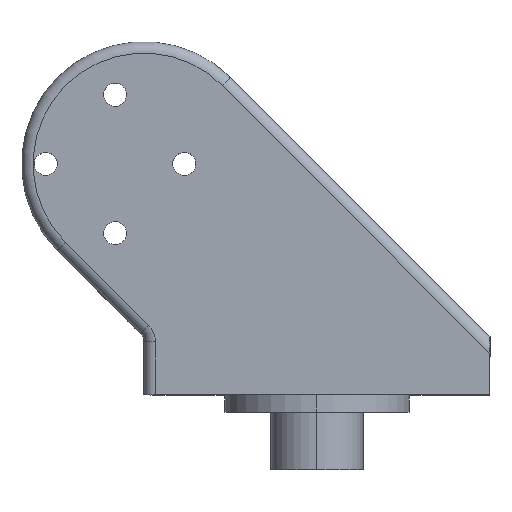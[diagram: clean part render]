
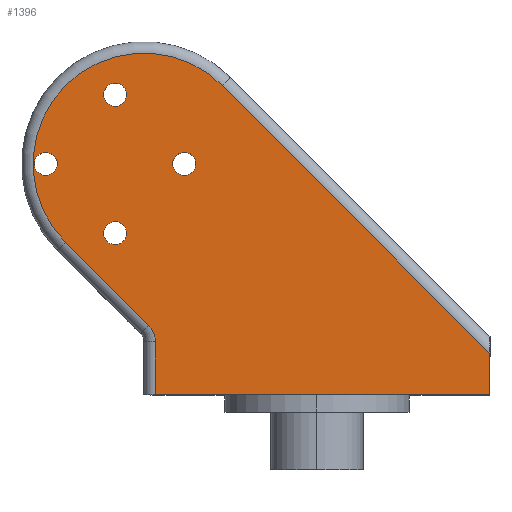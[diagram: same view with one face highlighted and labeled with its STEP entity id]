
A CAD part, top view. The second image highlights one B-rep face of the part: STEP entity #1396.
In plain terms, the highlighted planar face has unit normal (0, 0, 1).
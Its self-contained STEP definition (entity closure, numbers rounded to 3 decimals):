
#3 = CIRCLE ( 'NONE', #91, 2. ) ;
#28 = ORIENTED_EDGE ( 'NONE', *, *, #2316, .T. ) ;
#44 = VECTOR ( 'NONE', #793, 1000. ) ;
#49 = AXIS2_PLACEMENT_3D ( 'NONE', #1444, #1888, #2542 ) ;
#59 = EDGE_CURVE ( 'NONE', #1982, #829, #362, .T. ) ;
#70 = FACE_BOUND ( 'NONE', #861, .T. ) ;
#91 = AXIS2_PLACEMENT_3D ( 'NONE', #1251, #2497, #1233 ) ;
#114 = CARTESIAN_POINT ( 'NONE',  ( -16.414, 53.586, 30. ) ) ;
#122 = CARTESIAN_POINT ( 'NONE',  ( 30., 7.172, 30. ) ) ;
#125 = VECTOR ( 'NONE', #1656, 1000. ) ;
#128 = VERTEX_POINT ( 'NONE', #1548 ) ;
#132 = CARTESIAN_POINT ( 'NONE',  ( 30., 0., 30. ) ) ;
#137 = EDGE_LOOP ( 'NONE', ( #28, #1944 ) ) ;
#139 = EDGE_LOOP ( 'NONE', ( #225, #2728 ) ) ;
#165 = CARTESIAN_POINT ( 'NONE',  ( -32., 9.172, 30. ) ) ;
#214 = EDGE_LOOP ( 'NONE', ( #1332, #1681 ) ) ;
#225 = ORIENTED_EDGE ( 'NONE', *, *, #2275, .T. ) ;
#234 = DIRECTION ( 'NONE',  ( 1., 0., 0. ) ) ;
#250 = DIRECTION ( 'NONE',  ( 0., 0., -1. ) ) ;
#252 = DIRECTION ( 'NONE',  ( 0., 0., 1. ) ) ;
#282 = ORIENTED_EDGE ( 'NONE', *, *, #1689, .T. ) ;
#341 = CARTESIAN_POINT ( 'NONE',  ( -25., 40., 30. ) ) ;
#350 = VERTEX_POINT ( 'NONE', #773 ) ;
#362 = CIRCLE ( 'NONE', #2720, 2. ) ;
#364 = CARTESIAN_POINT ( 'NONE',  ( -29.172, 12., 30. ) ) ;
#422 = DIRECTION ( 'NONE',  ( -1., 0., 0. ) ) ;
#449 = VERTEX_POINT ( 'NONE', #122 ) ;
#479 = ORIENTED_EDGE ( 'NONE', *, *, #1452, .T. ) ;
#481 = CARTESIAN_POINT ( 'NONE',  ( 18.586, 18.586, 30. ) ) ;
#496 = DIRECTION ( 'NONE',  ( -1., 0., 0. ) ) ;
#512 = EDGE_CURVE ( 'NONE', #845, #2367, #2766, .T. ) ;
#521 = AXIS2_PLACEMENT_3D ( 'NONE', #165, #849, #1921 ) ;
#548 = AXIS2_PLACEMENT_3D ( 'NONE', #2446, #915, #234 ) ;
#575 = DIRECTION ( 'NONE',  ( 0.707, -0.707, 0. ) ) ;
#579 = VERTEX_POINT ( 'NONE', #1518 ) ;
#615 = CARTESIAN_POINT ( 'NONE',  ( -35., 28., 30. ) ) ;
#635 = ORIENTED_EDGE ( 'NONE', *, *, #2067, .T. ) ;
#659 = CARTESIAN_POINT ( 'NONE',  ( -30., 40., 30. ) ) ;
#678 = FACE_OUTER_BOUND ( 'NONE', #2083, .T. ) ;
#753 = AXIS2_PLACEMENT_3D ( 'NONE', #1335, #2662, #496 ) ;
#773 = CARTESIAN_POINT ( 'NONE',  ( -28., 9.172, 30. ) ) ;
#793 = DIRECTION ( 'NONE',  ( 0., -1., 0. ) ) ;
#829 = VERTEX_POINT ( 'NONE', #341 ) ;
#845 = VERTEX_POINT ( 'NONE', #2300 ) ;
#849 = DIRECTION ( 'NONE',  ( 0., 0., -1. ) ) ;
#861 = EDGE_LOOP ( 'NONE', ( #479, #1341 ) ) ;
#915 = DIRECTION ( 'NONE',  ( 0., 0., 1. ) ) ;
#955 = FACE_BOUND ( 'NONE', #214, .T. ) ;
#1005 = EDGE_CURVE ( 'NONE', #1108, #1115, #2541, .T. ) ;
#1014 = DIRECTION ( 'NONE',  ( 0., 0., -1. ) ) ;
#1019 = CARTESIAN_POINT ( 'NONE',  ( -23., 40., 30. ) ) ;
#1103 = CARTESIAN_POINT ( 'NONE',  ( -33., 52., 30. ) ) ;
#1108 = VERTEX_POINT ( 'NONE', #1370 ) ;
#1115 = VERTEX_POINT ( 'NONE', #1161 ) ;
#1141 = VECTOR ( 'NONE', #2257, 1000. ) ;
#1161 = CARTESIAN_POINT ( 'NONE',  ( -49., 40., 30. ) ) ;
#1204 = CARTESIAN_POINT ( 'NONE',  ( -21., 40., 30. ) ) ;
#1213 = VERTEX_POINT ( 'NONE', #2321 ) ;
#1215 = VERTEX_POINT ( 'NONE', #114 ) ;
#1231 = ORIENTED_EDGE ( 'NONE', *, *, #1960, .T. ) ;
#1233 = DIRECTION ( 'NONE',  ( -1., 0., 0. ) ) ;
#1251 = CARTESIAN_POINT ( 'NONE',  ( -23., 40., 30. ) ) ;
#1288 = CARTESIAN_POINT ( 'NONE',  ( -47., 40., 30. ) ) ;
#1315 = CIRCLE ( 'NONE', #1693, 2. ) ;
#1326 = PLANE ( 'NONE',  #548 ) ;
#1332 = ORIENTED_EDGE ( 'NONE', *, *, #2037, .T. ) ;
#1333 = LINE ( 'NONE', #481, #1141 ) ;
#1335 = CARTESIAN_POINT ( 'NONE',  ( -47., 40., 30. ) ) ;
#1340 = FACE_BOUND ( 'NONE', #139, .T. ) ;
#1341 = ORIENTED_EDGE ( 'NONE', *, *, #1926, .T. ) ;
#1361 = AXIS2_PLACEMENT_3D ( 'NONE', #659, #252, #1624 ) ;
#1369 = LINE ( 'NONE', #2434, #1413 ) ;
#1370 = CARTESIAN_POINT ( 'NONE',  ( -45., 40., 30. ) ) ;
#1396 = ADVANCED_FACE ( 'NONE', ( #2198, #70, #955, #1340, #678 ), #1326, .T. ) ;
#1408 = VERTEX_POINT ( 'NONE', #1103 ) ;
#1413 = VECTOR ( 'NONE', #2006, 1000. ) ;
#1444 = CARTESIAN_POINT ( 'NONE',  ( -35., 28., 30. ) ) ;
#1446 = LINE ( 'NONE', #2789, #125 ) ;
#1452 = EDGE_CURVE ( 'NONE', #2518, #1408, #2771, .T. ) ;
#1518 = CARTESIAN_POINT ( 'NONE',  ( -29.172, 12., 30. ) ) ;
#1536 = AXIS2_PLACEMENT_3D ( 'NONE', #1288, #2788, #2575 ) ;
#1538 = AXIS2_PLACEMENT_3D ( 'NONE', #1562, #250, #2642 ) ;
#1540 = EDGE_CURVE ( 'NONE', #1213, #1639, #1446, .T. ) ;
#1548 = CARTESIAN_POINT ( 'NONE',  ( -43.586, 26.414, 30. ) ) ;
#1554 = CIRCLE ( 'NONE', #1361, 19.213 ) ;
#1562 = CARTESIAN_POINT ( 'NONE',  ( -35., 52., 30. ) ) ;
#1618 = ORIENTED_EDGE ( 'NONE', *, *, #1540, .T. ) ;
#1624 = DIRECTION ( 'NONE',  ( 1., 0., 0. ) ) ;
#1639 = VERTEX_POINT ( 'NONE', #2502 ) ;
#1656 = DIRECTION ( 'NONE',  ( 1., 0., 0. ) ) ;
#1681 = ORIENTED_EDGE ( 'NONE', *, *, #1005, .T. ) ;
#1689 = EDGE_CURVE ( 'NONE', #128, #579, #2517, .T. ) ;
#1693 = AXIS2_PLACEMENT_3D ( 'NONE', #2312, #1014, #2211 ) ;
#1746 = CIRCLE ( 'NONE', #49, 2. ) ;
#1888 = DIRECTION ( 'NONE',  ( 0., 0., -1. ) ) ;
#1896 = DIRECTION ( 'NONE',  ( 0., 0., -1. ) ) ;
#1902 = EDGE_CURVE ( 'NONE', #449, #1639, #2741, .T. ) ;
#1921 = DIRECTION ( 'NONE',  ( 1., 0., 0. ) ) ;
#1926 = EDGE_CURVE ( 'NONE', #1408, #2518, #1315, .T. ) ;
#1944 = ORIENTED_EDGE ( 'NONE', *, *, #59, .T. ) ;
#1960 = EDGE_CURVE ( 'NONE', #1215, #128, #1554, .T. ) ;
#1982 = VERTEX_POINT ( 'NONE', #1204 ) ;
#2006 = DIRECTION ( 'NONE',  ( 0., -1., 0. ) ) ;
#2023 = CIRCLE ( 'NONE', #521, 4. ) ;
#2037 = EDGE_CURVE ( 'NONE', #1115, #1108, #2114, .T. ) ;
#2067 = EDGE_CURVE ( 'NONE', #449, #1215, #1333, .T. ) ;
#2083 = EDGE_LOOP ( 'NONE', ( #2305, #2113, #1618, #2480, #635, #1231, #282 ) ) ;
#2113 = ORIENTED_EDGE ( 'NONE', *, *, #2563, .T. ) ;
#2114 = CIRCLE ( 'NONE', #753, 2. ) ;
#2198 = FACE_BOUND ( 'NONE', #137, .T. ) ;
#2211 = DIRECTION ( 'NONE',  ( -1., 0., 0. ) ) ;
#2257 = DIRECTION ( 'NONE',  ( -0.707, 0.707, 0. ) ) ;
#2275 = EDGE_CURVE ( 'NONE', #2367, #845, #1746, .T. ) ;
#2300 = CARTESIAN_POINT ( 'NONE',  ( -33., 28., 30. ) ) ;
#2305 = ORIENTED_EDGE ( 'NONE', *, *, #2470, .T. ) ;
#2312 = CARTESIAN_POINT ( 'NONE',  ( -35., 52., 30. ) ) ;
#2316 = EDGE_CURVE ( 'NONE', #829, #1982, #3, .T. ) ;
#2321 = CARTESIAN_POINT ( 'NONE',  ( -28., 0., 30. ) ) ;
#2356 = AXIS2_PLACEMENT_3D ( 'NONE', #615, #2398, #422 ) ;
#2367 = VERTEX_POINT ( 'NONE', #2729 ) ;
#2380 = CARTESIAN_POINT ( 'NONE',  ( -37., 52., 30. ) ) ;
#2398 = DIRECTION ( 'NONE',  ( 0., 0., -1. ) ) ;
#2434 = CARTESIAN_POINT ( 'NONE',  ( -28., 0., 30. ) ) ;
#2446 = CARTESIAN_POINT ( 'NONE',  ( 0., 0., 30. ) ) ;
#2470 = EDGE_CURVE ( 'NONE', #579, #350, #2023, .T. ) ;
#2480 = ORIENTED_EDGE ( 'NONE', *, *, #1902, .F. ) ;
#2497 = DIRECTION ( 'NONE',  ( 0., 0., -1. ) ) ;
#2502 = CARTESIAN_POINT ( 'NONE',  ( 30., 0., 30. ) ) ;
#2507 = VECTOR ( 'NONE', #575, 1000. ) ;
#2517 = LINE ( 'NONE', #364, #2507 ) ;
#2518 = VERTEX_POINT ( 'NONE', #2380 ) ;
#2541 = CIRCLE ( 'NONE', #1536, 2. ) ;
#2542 = DIRECTION ( 'NONE',  ( -1., 0., 0. ) ) ;
#2563 = EDGE_CURVE ( 'NONE', #350, #1213, #1369, .T. ) ;
#2575 = DIRECTION ( 'NONE',  ( -1., 0., 0. ) ) ;
#2642 = DIRECTION ( 'NONE',  ( -1., 0., 0. ) ) ;
#2662 = DIRECTION ( 'NONE',  ( 0., 0., -1. ) ) ;
#2720 = AXIS2_PLACEMENT_3D ( 'NONE', #1019, #1896, #2764 ) ;
#2728 = ORIENTED_EDGE ( 'NONE', *, *, #512, .T. ) ;
#2729 = CARTESIAN_POINT ( 'NONE',  ( -37., 28., 30. ) ) ;
#2741 = LINE ( 'NONE', #132, #44 ) ;
#2764 = DIRECTION ( 'NONE',  ( -1., 0., 0. ) ) ;
#2766 = CIRCLE ( 'NONE', #2356, 2. ) ;
#2771 = CIRCLE ( 'NONE', #1538, 2. ) ;
#2788 = DIRECTION ( 'NONE',  ( 0., 0., -1. ) ) ;
#2789 = CARTESIAN_POINT ( 'NONE',  ( 0., 0., 30. ) ) ;
